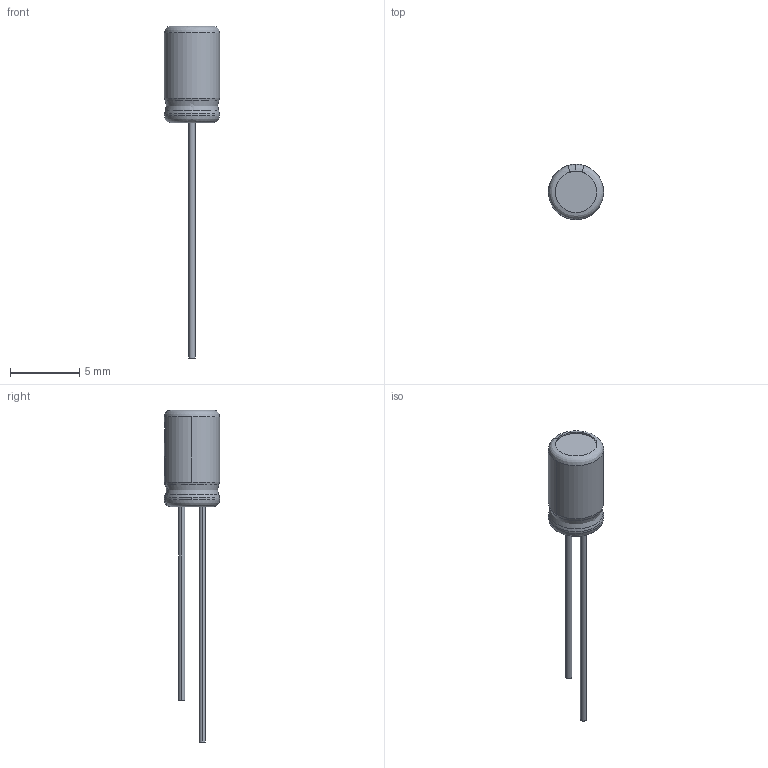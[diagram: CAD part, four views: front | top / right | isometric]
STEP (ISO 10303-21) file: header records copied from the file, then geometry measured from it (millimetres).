
FILE_DESCRIPTION (( 'STEP AP214' ), '1' );
FILE_NAME ('User Library-Cap 4x7.STEP', '2010-10-19T03:13:40', ( 'sysAdmin' ), ( 'SolidWorks' ), 'SwSTEP 2.0', 'SolidWorks 2010', '' );
FILE_SCHEMA (( 'AUTOMOTIVE_DESIGN' ));
Length unit declared in the file: millimetre
Products named in the file (11): User Library-Cap 4x7_10_1; User Library-Cap 4x7_9_1; User Library-Cap 4x7; User Library-Cap 4x7_3_1; User Library-Cap 4x7_2_1; User Library-Cap 4x7_1_1; User Library-Cap 4x7_6_1; User Library-Cap 4x7_5_1; User Library-Cap 4x7_4_1; User Library-Cap 4x7_8_1; User Library-Cap 4x7_7_1
Assembly tree (10 placements, depth 2):
  User Library-Cap 4x7
    User Library-Cap 4x7_9_1
    User Library-Cap 4x7_2_1
    User Library-Cap 4x7_8_1
    User Library-Cap 4x7_6_1
    User Library-Cap 4x7_3_1
    User Library-Cap 4x7_7_1
    User Library-Cap 4x7_4_1
    User Library-Cap 4x7_10_1
    User Library-Cap 4x7_5_1
    User Library-Cap 4x7_1_1
Bounding box: 4 x 4 x 24 mm (x, y, z)
Volume: 89.6 mm3; surface area: 351.2 mm2
Topology: 10 solids, 10 shells, 134 faces, 337 edges, 223 vertices
Faces by surface type: cylinder 66, bspline 40, plane 28
Entity records: 6857 total; most frequent: CARTESIAN_POINT 1908, ORIENTED_EDGE 674, DIRECTION 588, EDGE_CURVE 337, AXIS2_PLACEMENT_3D 235, VERTEX_POINT 223, UNCERTAINTY_MEASURE_WITH_UNIT 165, MECHANICAL_DESIGN_GEOMETRIC_PRESENTATION_REPRESENTATION 154
